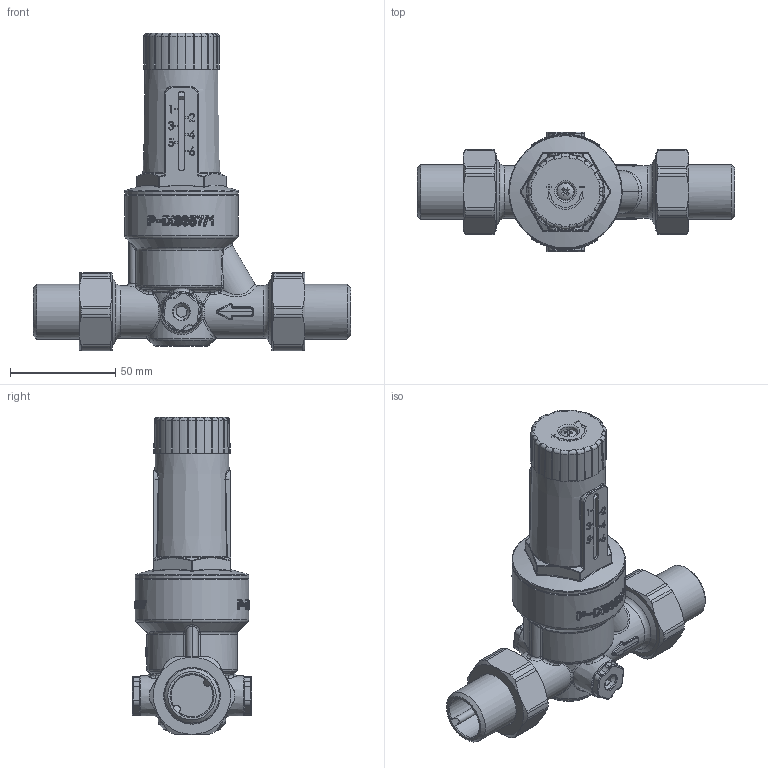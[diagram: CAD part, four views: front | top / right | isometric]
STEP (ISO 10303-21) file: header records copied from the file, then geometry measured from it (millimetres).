
FILE_DESCRIPTION(('HOOPS Exchange Step'),'2;1');
FILE_NAME('DM09_DN20.stp','2025-08-05T15:27:14+02:00',('nieru'),('Unknown organisation'),'HOOPS Exchange 2024.2','HOOPS Exchange','Unknown authorisation');
FILE_SCHEMA( ('AP203_CONFIGURATION_CONTROLLED_3D_DESIGN_OF_MECHANICAL_PARTS_AND_ASSEMBLIES_MIM_LF') );
Length unit declared in the file: millimetre
Products named in the file (2): 0; root
Assembly tree (1 placements, depth 2):
  root
    0
Bounding box: 151 x 57 x 151 mm (x, y, z)
Volume: 259415.9 mm3; surface area: 46398.7 mm2
Topology: 3 solids, 3 shells, 2943 faces, 7228 edges, 4284 vertices
Faces by surface type: bspline 1799, cylinder 430, plane 393, torus 225, cone 78, sphere 18
Full cylindrical faces by diameter (mm): 8 x1, 8.5 x1, 11.445 x2, 20 x2, 25 x2, 26 x2, 27 x2, 54 x2
Entity records: 233845 total; most frequent: CARTESIAN_POINT 176153, ORIENTED_EDGE 14290, DIRECTION 8143, EDGE_CURVE 7145, VERTEX_POINT 4284, B_SPLINE_CURVE_WITH_KNOTS 3541, AXIS2_PLACEMENT_3D 3402, EDGE_LOOP 3019
